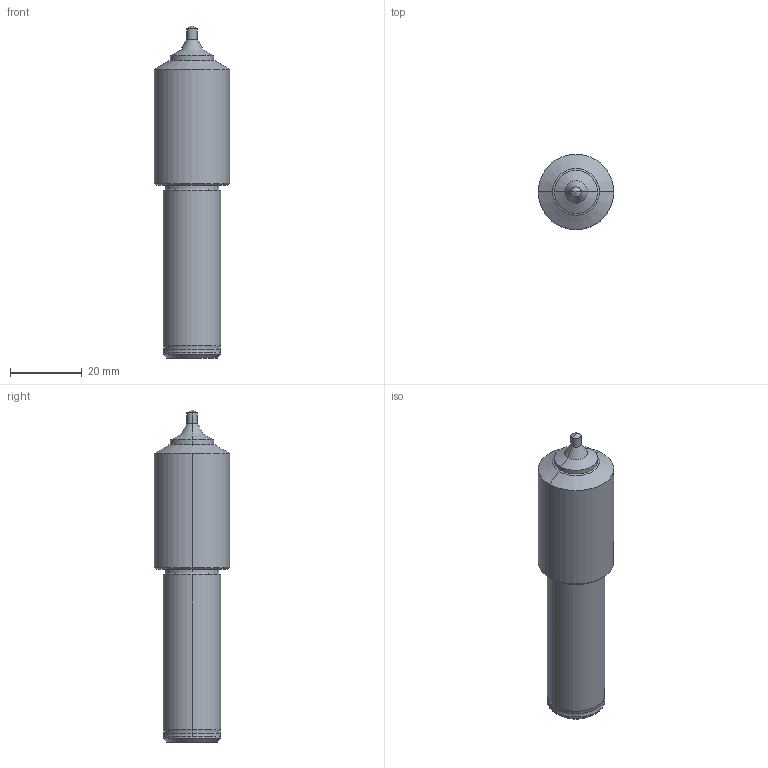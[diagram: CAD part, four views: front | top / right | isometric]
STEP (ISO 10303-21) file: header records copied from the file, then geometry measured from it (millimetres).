
FILE_DESCRIPTION (( 'STEP AP214' ), '1' );
FILE_NAME ('99616-IC12-16F_I9MTA3.STEP', '2017-03-06T06:55:16', ( 'User' ), ( 'GENUINE' ), 'SwSTEP 2.0', 'SolidWorks 2012', '' );
FILE_SCHEMA (( 'AUTOMOTIVE_DESIGN' ));
Length unit declared in the file: millimetre
Products named in the file (1): 99616-IC12-16F_I9MTA3
Bounding box: 21 x 21 x 92.35 mm (x, y, z)
Volume: 21648.1 mm3; surface area: 5362.5 mm2
Topology: 1 solids, 1 shells, 34 faces, 68 edges, 35 vertices
Faces by surface type: cone 16, cylinder 12, torus 4, plane 2
Entity records: 996 total; most frequent: DIRECTION 174, CARTESIAN_POINT 136, ORIENTED_EDGE 132, AXIS2_PLACEMENT_3D 73, EDGE_CURVE 66, CIRCLE 38, VERTEX_POINT 35, EDGE_LOOP 35
